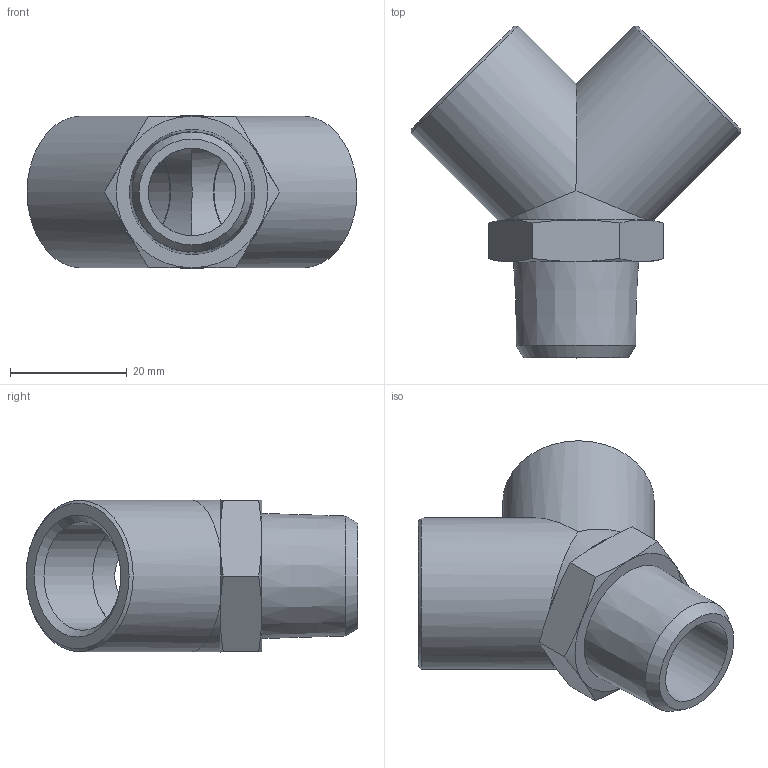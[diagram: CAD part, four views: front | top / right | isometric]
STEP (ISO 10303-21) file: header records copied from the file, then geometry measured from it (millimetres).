
FILE_DESCRIPTION(/* description */ ('STEP AP214'),/* implementation_level */ '2;1');
FILE_NAME(/* name */ '8030234_NPFC-Y-R12-2G12-MFF',/* time_stamp */ '2024-09-13T00:37:42+02:00',/* author */ ('License CC BY-ND 4.0'),/* organization */ ('CADENAS'),/* preprocessor_version */ 'ST-DEVELOPER v19.3',/* originating_system */ 'PARTsolutions',/* authorisation */ ' ');
FILE_SCHEMA (('AUTOMOTIVE_DESIGN {1 0 10303 214 3 1 1}'));
Length unit declared in the file: millimetre
Products named in the file (1): 8030234 NPFC-Y-R12-2G12-MFF
Bounding box: 56.59 x 56.95 x 26.37 mm (x, y, z)
Volume: 17797.1 mm3; surface area: 10159.8 mm2
Topology: 1 solids, 1 shells, 42 faces, 103 edges, 63 vertices
Faces by surface type: plane 16, cone 15, cylinder 9, sphere 2
Full cylindrical faces by diameter (mm): 15 x1, 18.5 x2, 18.631 x2, 26 x2
Entity records: 1186 total; most frequent: CARTESIAN_POINT 279, DIRECTION 182, ORIENTED_EDGE 164, AXIS2_PLACEMENT_3D 85, EDGE_CURVE 82, EDGE_LOOP 62, FACE_BOUND 62, VERTEX_POINT 58
